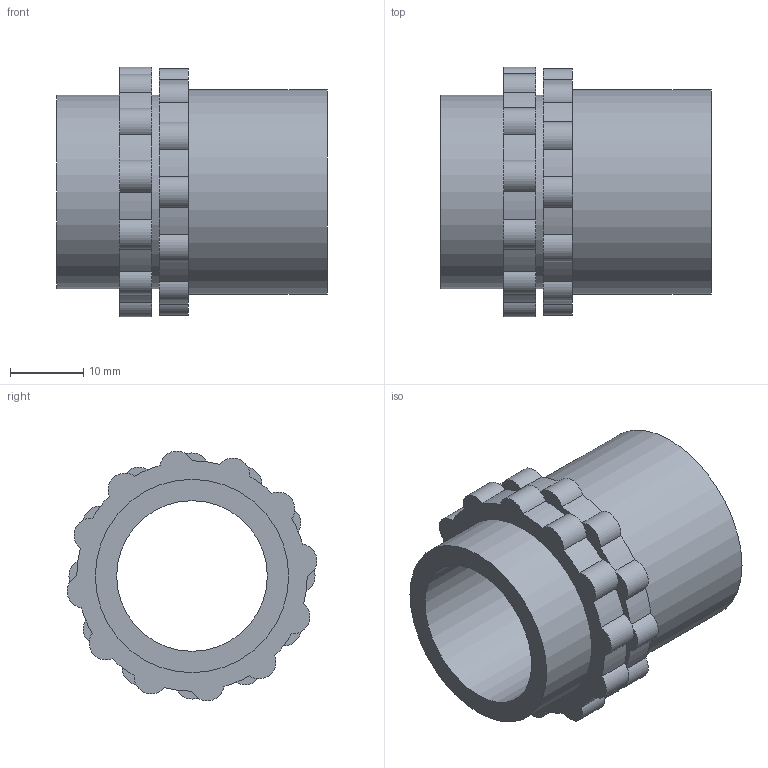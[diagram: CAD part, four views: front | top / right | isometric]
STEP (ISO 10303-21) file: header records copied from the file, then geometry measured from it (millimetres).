
FILE_DESCRIPTION(('STEP AP203'), '1');
FILE_NAME('Ìóôòà ââîäíàÿ äëÿ ìåòàëëîðóêàâà ïëàñòèêîâàÿ ÌÂÏ-20', '', ('UNSPECIFIED'), ('UNSPECIFIED'), 'ASCON STEP Converter 1.6', 'ASCON Math Kernel', '');
FILE_SCHEMA(('CONFIG_CONTROL_DESIGN'));
Length unit declared in the file: millimetre
Products named in the file (1): -04
Bounding box: 37 x 34.15 x 34.15 mm (x, y, z)
Volume: 8242.1 mm3; surface area: 8859.1 mm2
Topology: 2 solids, 2 shells, 69 faces, 188 edges, 126 vertices
Faces by surface type: cylinder 57, plane 9, bspline 3
Full cylindrical faces by diameter (mm): 20.6 x1, 24.6 x1, 25.5 x3, 26.441 x1, 28 x1
Entity records: 5245 total; most frequent: CARTESIAN_POINT 2843, DIRECTION 408, ORIENTED_EDGE 364, EDGE_CURVE 182, AXIS2_PLACEMENT_3D 175, VERTEX_POINT 126, CIRCLE 108, EDGE_LOOP 82
